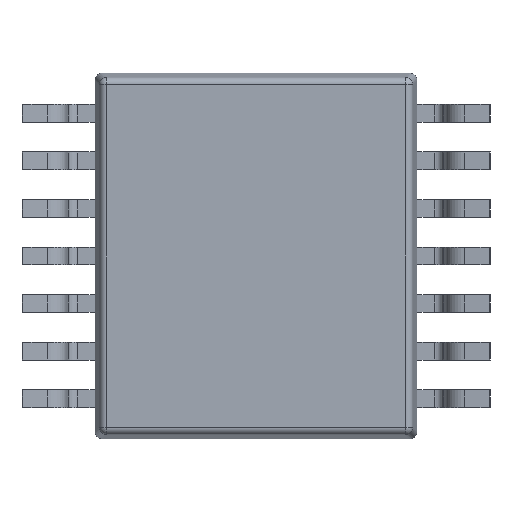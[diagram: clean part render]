
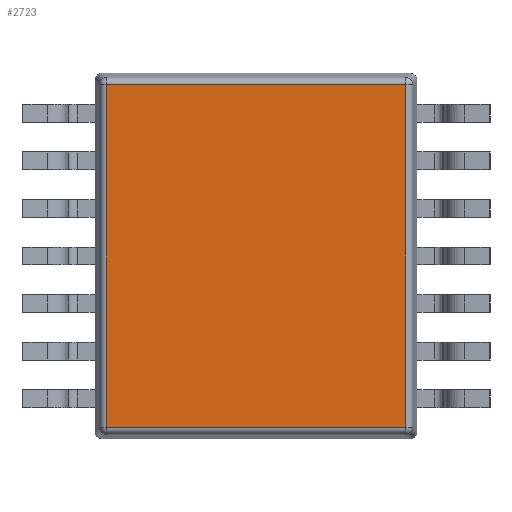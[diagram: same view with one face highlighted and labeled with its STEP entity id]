
A CAD part, front view. The second image highlights one B-rep face of the part: STEP entity #2723.
In plain terms, the highlighted planar face has unit normal (0, -1, 0).
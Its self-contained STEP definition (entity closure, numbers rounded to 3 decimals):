
#317 = EDGE_CURVE ( 'NONE', #2485, #3296, #5723, .T. ) ;
#324 = CARTESIAN_POINT ( 'NONE',  ( 0., 0.15, 0. ) ) ;
#772 = VECTOR ( 'NONE', #6873, 1000. ) ;
#1156 = EDGE_CURVE ( 'NONE', #3296, #3311, #4392, .T. ) ;
#1277 = ORIENTED_EDGE ( 'NONE', *, *, #1156, .T. ) ;
#1566 = VERTEX_POINT ( 'NONE', #5793 ) ;
#1816 = CARTESIAN_POINT ( 'NONE',  ( -2.129, 0.15, 2.345 ) ) ;
#2109 = CARTESIAN_POINT ( 'NONE',  ( -2.045, 0.15, 2.345 ) ) ;
#2163 = LINE ( 'NONE', #3213, #4047 ) ;
#2485 = VERTEX_POINT ( 'NONE', #4967 ) ;
#2723 = ADVANCED_FACE ( 'NONE', ( #6081 ), #5506, .T. ) ;
#2884 = EDGE_CURVE ( 'NONE', #1566, #2485, #2163, .T. ) ;
#2954 = EDGE_LOOP ( 'NONE', ( #6550, #1277, #7240, #6322 ) ) ;
#3213 = CARTESIAN_POINT ( 'NONE',  ( 2.045, 0.15, 2.429 ) ) ;
#3296 = VERTEX_POINT ( 'NONE', #2109 ) ;
#3311 = VERTEX_POINT ( 'NONE', #5656 ) ;
#3572 = DIRECTION ( 'NONE',  ( 0., 0., -1. ) ) ;
#3658 = EDGE_CURVE ( 'NONE', #3311, #1566, #7461, .T. ) ;
#3991 = DIRECTION ( 'NONE',  ( -1., 0., 0. ) ) ;
#4047 = VECTOR ( 'NONE', #5067, 1000. ) ;
#4376 = DIRECTION ( 'NONE',  ( 0., -1., 0. ) ) ;
#4392 = LINE ( 'NONE', #5520, #5629 ) ;
#4967 = CARTESIAN_POINT ( 'NONE',  ( 2.045, 0.15, 2.345 ) ) ;
#5067 = DIRECTION ( 'NONE',  ( 0., 0., 1. ) ) ;
#5156 = CARTESIAN_POINT ( 'NONE',  ( 2.129, 0.15, -2.345 ) ) ;
#5506 = PLANE ( 'NONE',  #7074 ) ;
#5520 = CARTESIAN_POINT ( 'NONE',  ( -2.045, 0.15, -2.429 ) ) ;
#5629 = VECTOR ( 'NONE', #3572, 1000. ) ;
#5656 = CARTESIAN_POINT ( 'NONE',  ( -2.045, 0.15, -2.345 ) ) ;
#5723 = LINE ( 'NONE', #1816, #6714 ) ;
#5793 = CARTESIAN_POINT ( 'NONE',  ( 2.045, 0.15, -2.345 ) ) ;
#6081 = FACE_OUTER_BOUND ( 'NONE', #2954, .T. ) ;
#6322 = ORIENTED_EDGE ( 'NONE', *, *, #2884, .T. ) ;
#6550 = ORIENTED_EDGE ( 'NONE', *, *, #317, .T. ) ;
#6686 = DIRECTION ( 'NONE',  ( 0., 0., -1. ) ) ;
#6714 = VECTOR ( 'NONE', #3991, 1000. ) ;
#6873 = DIRECTION ( 'NONE',  ( 1., 0., 0. ) ) ;
#7074 = AXIS2_PLACEMENT_3D ( 'NONE', #324, #4376, #6686 ) ;
#7240 = ORIENTED_EDGE ( 'NONE', *, *, #3658, .T. ) ;
#7461 = LINE ( 'NONE', #5156, #772 ) ;
